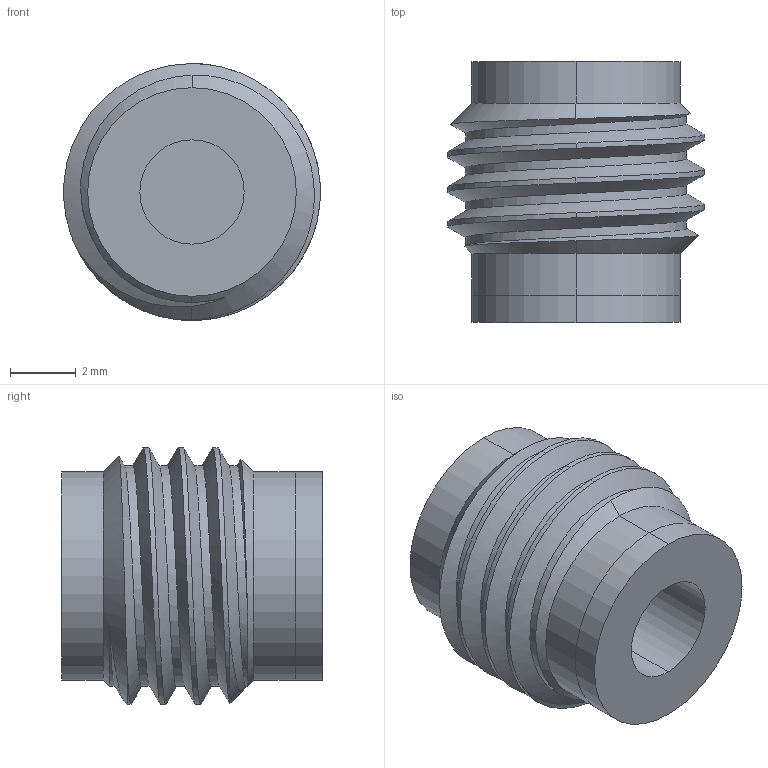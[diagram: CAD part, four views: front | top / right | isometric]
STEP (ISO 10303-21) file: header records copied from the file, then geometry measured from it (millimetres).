
FILE_DESCRIPTION (( 'STEP AP203' ), '1' );
FILE_NAME ('FR-SS-40-F.STEP', '2025-09-19T17:19:30', ( '' ), ( '' ), 'SwSTEP 2.0', 'SolidWorks 2018', '' );
FILE_SCHEMA (( 'CONFIG_CONTROL_DESIGN' ));
Length unit declared in the file: inch
Products named in the file (4): FR-SS-40-F; PRT-000778_FR-FIL-2M-CD; PRT-002417; PRT-000069
Assembly tree (3 placements, depth 2):
  FR-SS-40-F
    PRT-002417
    PRT-000069
    PRT-000778_FR-FIL-2M-CD
Bounding box: 7.81 x 7.94 x 7.82 mm (x, y, z)
Volume: 242.9 mm3; surface area: 530.9 mm2
Topology: 3 solids, 3 shells, 69 faces, 157 edges, 97 vertices
Faces by surface type: cylinder 31, cone 18, plane 17, bspline 3
Entity records: 3613 total; most frequent: CARTESIAN_POINT 1697, DIRECTION 322, ORIENTED_EDGE 306, EDGE_CURVE 153, AXIS2_PLACEMENT_3D 131, VERTEX_POINT 97, EDGE_LOOP 80, FACE_OUTER_BOUND 69
